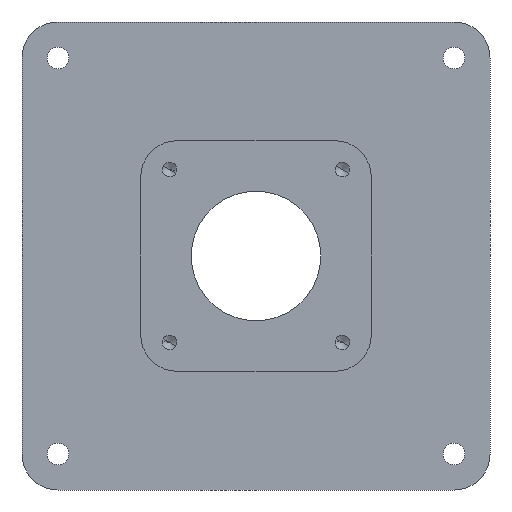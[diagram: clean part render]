
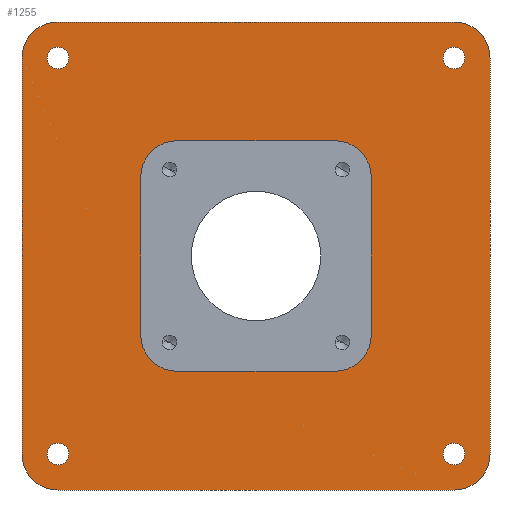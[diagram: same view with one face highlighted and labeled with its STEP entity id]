
A CAD part, front view. The second image highlights one B-rep face of the part: STEP entity #1255.
In plain terms, the highlighted planar face has unit normal (0, -1, 0).
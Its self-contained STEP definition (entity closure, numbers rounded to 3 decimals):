
#95=CARTESIAN_POINT('Vertex',(-26.184,0.,-28.219)) ;
#109=CARTESIAN_POINT('Vertex',(-28.816,0.,-26.781)) ;
#112=CARTESIAN_POINT('Axis2P3D Location',(-27.5,0.,-27.5)) ;
#129=CARTESIAN_POINT('Axis2P3D Location',(-27.5,0.,-27.5)) ;
#152=CARTESIAN_POINT('Vertex',(28.816,0.,-28.219)) ;
#166=CARTESIAN_POINT('Vertex',(26.184,0.,-26.781)) ;
#169=CARTESIAN_POINT('Axis2P3D Location',(27.5,0.,-27.5)) ;
#186=CARTESIAN_POINT('Axis2P3D Location',(27.5,0.,-27.5)) ;
#209=CARTESIAN_POINT('Vertex',(-26.184,0.,26.781)) ;
#223=CARTESIAN_POINT('Vertex',(-28.816,0.,28.219)) ;
#226=CARTESIAN_POINT('Axis2P3D Location',(-27.5,0.,27.5)) ;
#243=CARTESIAN_POINT('Axis2P3D Location',(-27.5,0.,27.5)) ;
#266=CARTESIAN_POINT('Vertex',(28.816,0.,26.781)) ;
#280=CARTESIAN_POINT('Vertex',(26.184,0.,28.219)) ;
#283=CARTESIAN_POINT('Axis2P3D Location',(27.5,0.,27.5)) ;
#300=CARTESIAN_POINT('Axis2P3D Location',(27.5,0.,27.5)) ;
#514=CARTESIAN_POINT('Axis2P3D Location',(0.,0.,0.)) ;
#627=CARTESIAN_POINT('Vertex',(-27.5,0.,-32.5)) ;
#630=CARTESIAN_POINT('Axis2P3D Location',(-27.5,0.,-27.5)) ;
#634=CARTESIAN_POINT('Vertex',(-32.5,0.,-27.5)) ;
#658=CARTESIAN_POINT('Vertex',(27.5,0.,-32.5)) ;
#661=CARTESIAN_POINT('Line Origine',(0.,0.,-32.5)) ;
#682=CARTESIAN_POINT('Vertex',(32.5,0.,-27.5)) ;
#685=CARTESIAN_POINT('Axis2P3D Location',(27.5,0.,-27.5)) ;
#706=CARTESIAN_POINT('Vertex',(32.5,0.,27.5)) ;
#709=CARTESIAN_POINT('Line Origine',(32.5,0.,0.)) ;
#730=CARTESIAN_POINT('Vertex',(27.5,0.,32.5)) ;
#733=CARTESIAN_POINT('Axis2P3D Location',(27.5,0.,27.5)) ;
#754=CARTESIAN_POINT('Vertex',(-27.5,0.,32.5)) ;
#757=CARTESIAN_POINT('Line Origine',(0.,0.,32.5)) ;
#778=CARTESIAN_POINT('Vertex',(-32.5,0.,27.5)) ;
#781=CARTESIAN_POINT('Axis2P3D Location',(-27.5,0.,27.5)) ;
#798=CARTESIAN_POINT('Line Origine',(-32.5,0.,0.)) ;
#1054=CARTESIAN_POINT('Vertex',(16.,0.,11.)) ;
#1057=CARTESIAN_POINT('Axis2P3D Location',(11.,0.,11.)) ;
#1061=CARTESIAN_POINT('Vertex',(11.,0.,16.)) ;
#1081=CARTESIAN_POINT('Line Origine',(16.,0.,0.)) ;
#1085=CARTESIAN_POINT('Vertex',(16.,0.,-11.)) ;
#1123=CARTESIAN_POINT('Vertex',(11.,0.,-16.)) ;
#1126=CARTESIAN_POINT('Axis2P3D Location',(11.,0.,-11.)) ;
#1147=CARTESIAN_POINT('Vertex',(-11.,0.,-16.)) ;
#1152=CARTESIAN_POINT('Line Origine',(0.,0.,-16.)) ;
#1185=CARTESIAN_POINT('Vertex',(-16.,0.,-11.)) ;
#1188=CARTESIAN_POINT('Axis2P3D Location',(-11.,0.,-11.)) ;
#1210=CARTESIAN_POINT('Line Origine',(0.,0.,16.)) ;
#1214=CARTESIAN_POINT('Vertex',(-11.,0.,16.)) ;
#1217=CARTESIAN_POINT('Line Origine',(-16.,0.,0.)) ;
#1221=CARTESIAN_POINT('Vertex',(-16.,0.,11.)) ;
#1224=CARTESIAN_POINT('Axis2P3D Location',(-11.,0.,11.)) ;
#113=DIRECTION('Axis2P3D Direction',(-0.,1.,0.)) ;
#130=DIRECTION('Axis2P3D Direction',(-0.,1.,0.)) ;
#170=DIRECTION('Axis2P3D Direction',(-0.,1.,0.)) ;
#187=DIRECTION('Axis2P3D Direction',(-0.,1.,0.)) ;
#227=DIRECTION('Axis2P3D Direction',(-0.,1.,0.)) ;
#244=DIRECTION('Axis2P3D Direction',(-0.,1.,0.)) ;
#284=DIRECTION('Axis2P3D Direction',(-0.,1.,0.)) ;
#301=DIRECTION('Axis2P3D Direction',(-0.,1.,0.)) ;
#515=DIRECTION('Axis2P3D Direction',(0.,1.,0.)) ;
#516=DIRECTION('Axis2P3D XDirection',(-1.,0.,0.)) ;
#631=DIRECTION('Axis2P3D Direction',(0.,1.,0.)) ;
#662=DIRECTION('Vector Direction',(1.,0.,0.)) ;
#686=DIRECTION('Axis2P3D Direction',(0.,1.,0.)) ;
#710=DIRECTION('Vector Direction',(0.,0.,-1.)) ;
#734=DIRECTION('Axis2P3D Direction',(-0.,1.,0.)) ;
#758=DIRECTION('Vector Direction',(-1.,0.,0.)) ;
#782=DIRECTION('Axis2P3D Direction',(0.,1.,0.)) ;
#799=DIRECTION('Vector Direction',(0.,0.,1.)) ;
#1058=DIRECTION('Axis2P3D Direction',(0.,-1.,0.)) ;
#1082=DIRECTION('Vector Direction',(0.,0.,1.)) ;
#1127=DIRECTION('Axis2P3D Direction',(0.,-1.,0.)) ;
#1153=DIRECTION('Vector Direction',(-1.,0.,0.)) ;
#1189=DIRECTION('Axis2P3D Direction',(0.,-1.,0.)) ;
#1211=DIRECTION('Vector Direction',(1.,0.,0.)) ;
#1218=DIRECTION('Vector Direction',(0.,0.,-1.)) ;
#1225=DIRECTION('Axis2P3D Direction',(0.,1.,0.)) ;
#114=AXIS2_PLACEMENT_3D('Circle Axis2P3D',#112,#113,$) ;
#131=AXIS2_PLACEMENT_3D('Circle Axis2P3D',#129,#130,$) ;
#171=AXIS2_PLACEMENT_3D('Circle Axis2P3D',#169,#170,$) ;
#188=AXIS2_PLACEMENT_3D('Circle Axis2P3D',#186,#187,$) ;
#228=AXIS2_PLACEMENT_3D('Circle Axis2P3D',#226,#227,$) ;
#245=AXIS2_PLACEMENT_3D('Circle Axis2P3D',#243,#244,$) ;
#285=AXIS2_PLACEMENT_3D('Circle Axis2P3D',#283,#284,$) ;
#302=AXIS2_PLACEMENT_3D('Circle Axis2P3D',#300,#301,$) ;
#517=AXIS2_PLACEMENT_3D('Plane Axis2P3D',#514,#515,#516) ;
#632=AXIS2_PLACEMENT_3D('Circle Axis2P3D',#630,#631,$) ;
#687=AXIS2_PLACEMENT_3D('Circle Axis2P3D',#685,#686,$) ;
#735=AXIS2_PLACEMENT_3D('Circle Axis2P3D',#733,#734,$) ;
#783=AXIS2_PLACEMENT_3D('Circle Axis2P3D',#781,#782,$) ;
#1059=AXIS2_PLACEMENT_3D('Circle Axis2P3D',#1057,#1058,$) ;
#1128=AXIS2_PLACEMENT_3D('Circle Axis2P3D',#1126,#1127,$) ;
#1190=AXIS2_PLACEMENT_3D('Circle Axis2P3D',#1188,#1189,$) ;
#1226=AXIS2_PLACEMENT_3D('Circle Axis2P3D',#1224,#1225,$) ;
#1201=ORIENTED_EDGE('',*,*,#636,.F.) ;
#1202=ORIENTED_EDGE('',*,*,#665,.F.) ;
#1203=ORIENTED_EDGE('',*,*,#689,.F.) ;
#1204=ORIENTED_EDGE('',*,*,#713,.F.) ;
#1205=ORIENTED_EDGE('',*,*,#737,.F.) ;
#1206=ORIENTED_EDGE('',*,*,#761,.F.) ;
#1207=ORIENTED_EDGE('',*,*,#785,.F.) ;
#1208=ORIENTED_EDGE('',*,*,#802,.F.) ;
#1230=ORIENTED_EDGE('',*,*,#1216,.F.) ;
#1231=ORIENTED_EDGE('',*,*,#1063,.F.) ;
#1232=ORIENTED_EDGE('',*,*,#1087,.F.) ;
#1233=ORIENTED_EDGE('',*,*,#1130,.F.) ;
#1234=ORIENTED_EDGE('',*,*,#1156,.F.) ;
#1235=ORIENTED_EDGE('',*,*,#1192,.F.) ;
#1236=ORIENTED_EDGE('',*,*,#1223,.F.) ;
#1237=ORIENTED_EDGE('',*,*,#1228,.F.) ;
#1240=ORIENTED_EDGE('',*,*,#133,.T.) ;
#1241=ORIENTED_EDGE('',*,*,#116,.T.) ;
#1244=ORIENTED_EDGE('',*,*,#190,.T.) ;
#1245=ORIENTED_EDGE('',*,*,#173,.T.) ;
#1248=ORIENTED_EDGE('',*,*,#247,.T.) ;
#1249=ORIENTED_EDGE('',*,*,#230,.T.) ;
#1252=ORIENTED_EDGE('',*,*,#304,.T.) ;
#1253=ORIENTED_EDGE('',*,*,#287,.T.) ;
#1238=FACE_BOUND('',#1229,.T.) ;
#1242=FACE_BOUND('',#1239,.T.) ;
#1246=FACE_BOUND('',#1243,.T.) ;
#1250=FACE_BOUND('',#1247,.T.) ;
#1254=FACE_BOUND('',#1251,.T.) ;
#663=VECTOR('Line Direction',#662,1.) ;
#711=VECTOR('Line Direction',#710,1.) ;
#759=VECTOR('Line Direction',#758,1.) ;
#800=VECTOR('Line Direction',#799,1.) ;
#1083=VECTOR('Line Direction',#1082,1.) ;
#1154=VECTOR('Line Direction',#1153,1.) ;
#1212=VECTOR('Line Direction',#1211,1.) ;
#1219=VECTOR('Line Direction',#1218,1.) ;
#1255=ADVANCED_FACE('PartBody',(#1209,#1238,#1242,#1246,#1250,#1254),#518,.F.) ;
#115=CIRCLE('generated circle',#114,1.5) ;
#132=CIRCLE('generated circle',#131,1.5) ;
#172=CIRCLE('generated circle',#171,1.5) ;
#189=CIRCLE('generated circle',#188,1.5) ;
#229=CIRCLE('generated circle',#228,1.5) ;
#246=CIRCLE('generated circle',#245,1.5) ;
#286=CIRCLE('generated circle',#285,1.5) ;
#303=CIRCLE('generated circle',#302,1.5) ;
#633=CIRCLE('generated circle',#632,5.) ;
#688=CIRCLE('generated circle',#687,5.) ;
#736=CIRCLE('generated circle',#735,5.) ;
#784=CIRCLE('generated circle',#783,5.) ;
#1060=CIRCLE('generated circle',#1059,5.) ;
#1129=CIRCLE('generated circle',#1128,5.) ;
#1191=CIRCLE('generated circle',#1190,5.) ;
#1227=CIRCLE('generated circle',#1226,5.) ;
#116=EDGE_CURVE('',#96,#110,#115,.T.) ;
#133=EDGE_CURVE('',#110,#96,#132,.T.) ;
#173=EDGE_CURVE('',#153,#167,#172,.T.) ;
#190=EDGE_CURVE('',#167,#153,#189,.T.) ;
#230=EDGE_CURVE('',#210,#224,#229,.T.) ;
#247=EDGE_CURVE('',#224,#210,#246,.T.) ;
#287=EDGE_CURVE('',#267,#281,#286,.T.) ;
#304=EDGE_CURVE('',#281,#267,#303,.T.) ;
#636=EDGE_CURVE('',#628,#635,#633,.T.) ;
#665=EDGE_CURVE('',#659,#628,#664,.F.) ;
#689=EDGE_CURVE('',#683,#659,#688,.T.) ;
#713=EDGE_CURVE('',#707,#683,#712,.T.) ;
#737=EDGE_CURVE('',#731,#707,#736,.T.) ;
#761=EDGE_CURVE('',#755,#731,#760,.F.) ;
#785=EDGE_CURVE('',#779,#755,#784,.T.) ;
#802=EDGE_CURVE('',#635,#779,#801,.T.) ;
#1063=EDGE_CURVE('',#1055,#1062,#1060,.T.) ;
#1087=EDGE_CURVE('',#1086,#1055,#1084,.T.) ;
#1130=EDGE_CURVE('',#1124,#1086,#1129,.T.) ;
#1156=EDGE_CURVE('',#1148,#1124,#1155,.F.) ;
#1192=EDGE_CURVE('',#1186,#1148,#1191,.T.) ;
#1216=EDGE_CURVE('',#1062,#1215,#1213,.F.) ;
#1223=EDGE_CURVE('',#1222,#1186,#1220,.T.) ;
#1228=EDGE_CURVE('',#1215,#1222,#1227,.F.) ;
#1200=EDGE_LOOP('',(#1201,#1202,#1203,#1204,#1205,#1206,#1207,#1208)) ;
#1229=EDGE_LOOP('',(#1230,#1231,#1232,#1233,#1234,#1235,#1236,#1237)) ;
#1239=EDGE_LOOP('',(#1240,#1241)) ;
#1243=EDGE_LOOP('',(#1244,#1245)) ;
#1247=EDGE_LOOP('',(#1248,#1249)) ;
#1251=EDGE_LOOP('',(#1252,#1253)) ;
#1209=FACE_OUTER_BOUND('',#1200,.T.) ;
#664=LINE('Line',#661,#663) ;
#712=LINE('Line',#709,#711) ;
#760=LINE('Line',#757,#759) ;
#801=LINE('Line',#798,#800) ;
#1084=LINE('Line',#1081,#1083) ;
#1155=LINE('Line',#1152,#1154) ;
#1213=LINE('Line',#1210,#1212) ;
#1220=LINE('Line',#1217,#1219) ;
#518=PLANE('',#517) ;
#96=VERTEX_POINT('',#95) ;
#110=VERTEX_POINT('',#109) ;
#153=VERTEX_POINT('',#152) ;
#167=VERTEX_POINT('',#166) ;
#210=VERTEX_POINT('',#209) ;
#224=VERTEX_POINT('',#223) ;
#267=VERTEX_POINT('',#266) ;
#281=VERTEX_POINT('',#280) ;
#628=VERTEX_POINT('',#627) ;
#635=VERTEX_POINT('',#634) ;
#659=VERTEX_POINT('',#658) ;
#683=VERTEX_POINT('',#682) ;
#707=VERTEX_POINT('',#706) ;
#731=VERTEX_POINT('',#730) ;
#755=VERTEX_POINT('',#754) ;
#779=VERTEX_POINT('',#778) ;
#1055=VERTEX_POINT('',#1054) ;
#1062=VERTEX_POINT('',#1061) ;
#1086=VERTEX_POINT('',#1085) ;
#1124=VERTEX_POINT('',#1123) ;
#1148=VERTEX_POINT('',#1147) ;
#1186=VERTEX_POINT('',#1185) ;
#1215=VERTEX_POINT('',#1214) ;
#1222=VERTEX_POINT('',#1221) ;
